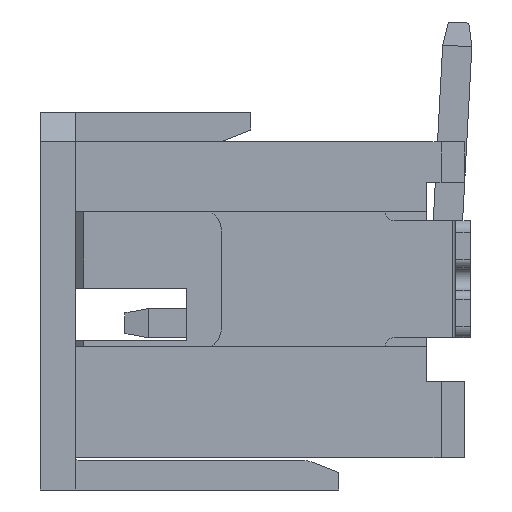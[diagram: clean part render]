
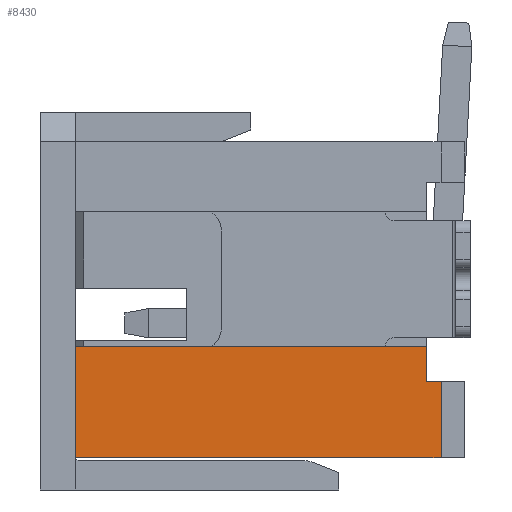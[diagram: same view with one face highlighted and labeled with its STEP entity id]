
A CAD part, left-side view. The second image highlights one B-rep face of the part: STEP entity #8430.
In plain terms, the highlighted planar face has unit normal (-1, 0, 0).
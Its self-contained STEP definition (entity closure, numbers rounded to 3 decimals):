
#1=DIRECTION('',(0.,0.,1.));
#2=VECTOR('',#1,0.6);
#3=CARTESIAN_POINT('',(0.,-6.,-4.1));
#4=LINE('',#3,#2);
#25=DIRECTION('',(0.,-1.,0.));
#26=VECTOR('',#25,6.25);
#27=CARTESIAN_POINT('',(0.,0.,-5.4));
#28=LINE('',#27,#26);
#171=DIRECTION('',(0.,0.,-1.));
#172=VECTOR('',#171,1.9);
#173=CARTESIAN_POINT('',(0.,0.,-3.5));
#174=LINE('',#173,#172);
#2409=DIRECTION('',(0.,1.,0.));
#2410=VECTOR('',#2409,6.);
#2411=CARTESIAN_POINT('',(0.,-6.,-3.5));
#2412=LINE('',#2411,#2410);
#6299=DIRECTION('',(0.,0.,1.));
#6300=VECTOR('',#6299,1.3);
#6301=CARTESIAN_POINT('',(0.,-6.25,-5.4));
#6302=LINE('',#6301,#6300);
#6319=DIRECTION('',(0.,1.,0.));
#6320=VECTOR('',#6319,0.25);
#6321=CARTESIAN_POINT('',(0.,-6.25,-4.1));
#6322=LINE('',#6321,#6320);
#6407=CARTESIAN_POINT('',(0.,-6.25,-4.1));
#6408=CARTESIAN_POINT('',(0.,-6.,-4.1));
#6409=VERTEX_POINT('',#6407);
#6410=VERTEX_POINT('',#6408);
#6411=CARTESIAN_POINT('',(0.,0.,-5.4));
#6412=CARTESIAN_POINT('',(0.,-6.25,-5.4));
#6413=VERTEX_POINT('',#6411);
#6414=VERTEX_POINT('',#6412);
#6415=CARTESIAN_POINT('',(0.,0.,-3.5));
#6416=VERTEX_POINT('',#6415);
#6417=CARTESIAN_POINT('',(0.,-6.,-3.5));
#6418=VERTEX_POINT('',#6417);
#8411=CARTESIAN_POINT('',(0.,-3.125,-4.45));
#8412=DIRECTION('',(1.,0.,0.));
#8413=DIRECTION('',(0.,0.,1.));
#8414=AXIS2_PLACEMENT_3D('',#8411,#8412,#8413);
#8415=PLANE('',#8414);
#8417=ORIENTED_EDGE('',*,*,#8416,.F.);
#8419=ORIENTED_EDGE('',*,*,#8418,.F.);
#8421=ORIENTED_EDGE('',*,*,#8420,.F.);
#8423=ORIENTED_EDGE('',*,*,#8422,.F.);
#8425=ORIENTED_EDGE('',*,*,#8424,.F.);
#8427=ORIENTED_EDGE('',*,*,#8426,.F.);
#8428=EDGE_LOOP('',(#8417,#8419,#8421,#8423,#8425,#8427));
#8429=FACE_OUTER_BOUND('',#8428,.F.);
#8430=ADVANCED_FACE('',(#8429),#8415,.F.);
#8416=EDGE_CURVE('',#6410,#6418,#4,.T.);
#8418=EDGE_CURVE('',#6409,#6410,#6322,.T.);
#8420=EDGE_CURVE('',#6414,#6409,#6302,.T.);
#8422=EDGE_CURVE('',#6413,#6414,#28,.T.);
#8424=EDGE_CURVE('',#6416,#6413,#174,.T.);
#8426=EDGE_CURVE('',#6418,#6416,#2412,.T.);
